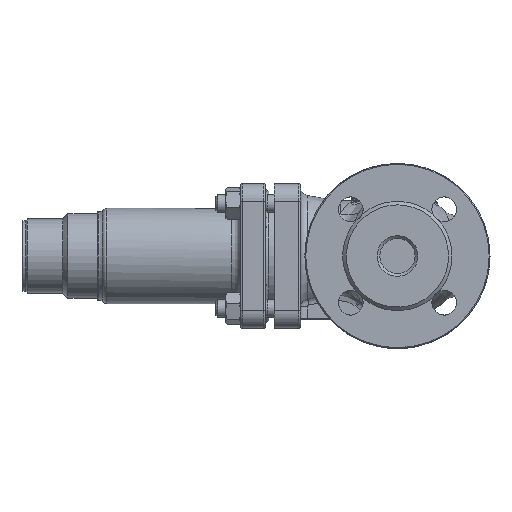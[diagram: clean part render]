
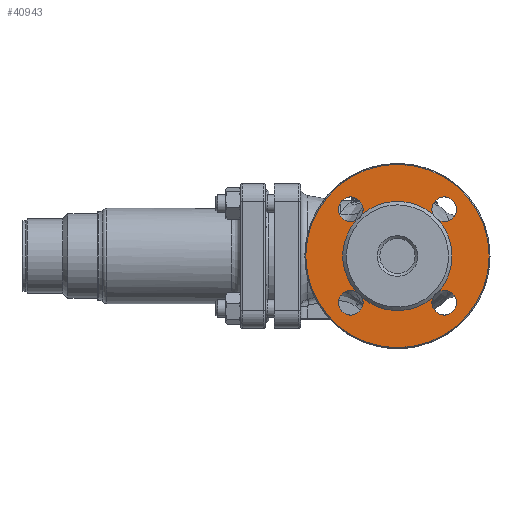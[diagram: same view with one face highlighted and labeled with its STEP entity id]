
A CAD part, left-side view. The second image highlights one B-rep face of the part: STEP entity #40943.
In plain terms, the highlighted planar face has unit normal (-1, 0, 0).
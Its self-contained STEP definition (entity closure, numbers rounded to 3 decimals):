
#355 = DIRECTION ( 'NONE',  ( 0., -1., 0. ) ) ;
#491 = ORIENTED_EDGE ( 'NONE', *, *, #31234, .F. ) ;
#563 = CARTESIAN_POINT ( 'NONE',  ( -73., 0., 0. ) ) ;
#994 = CARTESIAN_POINT ( 'NONE',  ( -73., -23.526, 20.188 ) ) ;
#1102 = CARTESIAN_POINT ( 'NONE',  ( -73., -20.188, -23.526 ) ) ;
#1471 = AXIS2_PLACEMENT_3D ( 'NONE', #19758, #40335, #21452 ) ;
#1727 = CIRCLE ( 'NONE', #16111, 31. ) ;
#2206 = DIRECTION ( 'NONE',  ( 0., -1., 0. ) ) ;
#2983 = DIRECTION ( 'NONE',  ( 0., 0., -1. ) ) ;
#3584 = CIRCLE ( 'NONE', #28301, 7. ) ;
#3840 = CARTESIAN_POINT ( 'NONE',  ( -73., 20.188, -23.526 ) ) ;
#4030 = CARTESIAN_POINT ( 'NONE',  ( -73., -23.526, -20.188 ) ) ;
#4507 = VERTEX_POINT ( 'NONE', #20852 ) ;
#4578 = ORIENTED_EDGE ( 'NONE', *, *, #22806, .F. ) ;
#5148 = CARTESIAN_POINT ( 'NONE',  ( -73., -52., 0. ) ) ;
#5274 = CIRCLE ( 'NONE', #19008, 31. ) ;
#6162 = ORIENTED_EDGE ( 'NONE', *, *, #10547, .T. ) ;
#6700 = VERTEX_POINT ( 'NONE', #18302 ) ;
#7465 = VERTEX_POINT ( 'NONE', #994 ) ;
#7470 = CARTESIAN_POINT ( 'NONE',  ( -73., -26.517, -26.517 ) ) ;
#7720 = ORIENTED_EDGE ( 'NONE', *, *, #24995, .F. ) ;
#9755 = DIRECTION ( 'NONE',  ( 0., -1., 0. ) ) ;
#10180 = PLANE ( 'NONE',  #23611 ) ;
#10475 = EDGE_LOOP ( 'NONE', ( #6162 ) ) ;
#10547 = EDGE_CURVE ( 'NONE', #11980, #11980, #12619, .T. ) ;
#10904 = EDGE_CURVE ( 'NONE', #15199, #4507, #1727, .T. ) ;
#10951 = CARTESIAN_POINT ( 'NONE',  ( -73., 20.188, 23.526 ) ) ;
#11301 = DIRECTION ( 'NONE',  ( -1., 0., 0. ) ) ;
#11428 = DIRECTION ( 'NONE',  ( 0., -1., 0. ) ) ;
#11437 = VERTEX_POINT ( 'NONE', #1102 ) ;
#11980 = VERTEX_POINT ( 'NONE', #5148 ) ;
#12619 = CIRCLE ( 'NONE', #36646, 52. ) ;
#13042 = CARTESIAN_POINT ( 'NONE',  ( -73., 26.517, 26.517 ) ) ;
#13405 = FACE_OUTER_BOUND ( 'NONE', #10475, .T. ) ;
#13706 = DIRECTION ( 'NONE',  ( 0., 0., 1. ) ) ;
#14176 = ORIENTED_EDGE ( 'NONE', *, *, #18560, .F. ) ;
#14443 = CIRCLE ( 'NONE', #1471, 31. ) ;
#15199 = VERTEX_POINT ( 'NONE', #25773 ) ;
#16111 = AXIS2_PLACEMENT_3D ( 'NONE', #16163, #16380, #29675 ) ;
#16163 = CARTESIAN_POINT ( 'NONE',  ( -73., 0., 0. ) ) ;
#16380 = DIRECTION ( 'NONE',  ( -1., 0., 0. ) ) ;
#16983 = VERTEX_POINT ( 'NONE', #4030 ) ;
#17028 = DIRECTION ( 'NONE',  ( -1., 0., 0. ) ) ;
#17403 = EDGE_CURVE ( 'NONE', #6700, #39705, #5274, .T. ) ;
#18302 = CARTESIAN_POINT ( 'NONE',  ( -73., -20.188, 23.526 ) ) ;
#18560 = EDGE_CURVE ( 'NONE', #16983, #7465, #27254, .T. ) ;
#19008 = AXIS2_PLACEMENT_3D ( 'NONE', #31797, #31592, #2206 ) ;
#19758 = CARTESIAN_POINT ( 'NONE',  ( -73., 0., 0. ) ) ;
#20173 = EDGE_LOOP ( 'NONE', ( #4578, #33810, #7720, #14176, #491, #26788, #38976, #40523 ) ) ;
#20852 = CARTESIAN_POINT ( 'NONE',  ( -73., 23.526, -20.188 ) ) ;
#20993 = CARTESIAN_POINT ( 'NONE',  ( -73., -26.517, 26.517 ) ) ;
#21127 = DIRECTION ( 'NONE',  ( -1., 0., 0. ) ) ;
#21452 = DIRECTION ( 'NONE',  ( 0., -1., 0. ) ) ;
#21666 = EDGE_CURVE ( 'NONE', #26029, #11437, #14443, .T. ) ;
#22806 = EDGE_CURVE ( 'NONE', #39705, #15199, #34322, .T. ) ;
#23611 = AXIS2_PLACEMENT_3D ( 'NONE', #40633, #21127, #30160 ) ;
#24918 = CIRCLE ( 'NONE', #33853, 7. ) ;
#24995 = EDGE_CURVE ( 'NONE', #7465, #6700, #24918, .T. ) ;
#25773 = CARTESIAN_POINT ( 'NONE',  ( -73., 23.526, 20.188 ) ) ;
#26029 = VERTEX_POINT ( 'NONE', #3840 ) ;
#26101 = CIRCLE ( 'NONE', #41208, 7. ) ;
#26788 = ORIENTED_EDGE ( 'NONE', *, *, #21666, .F. ) ;
#27254 = CIRCLE ( 'NONE', #40977, 31. ) ;
#27766 = DIRECTION ( 'NONE',  ( -1., 0., 0. ) ) ;
#28301 = AXIS2_PLACEMENT_3D ( 'NONE', #32088, #36376, #9755 ) ;
#29675 = DIRECTION ( 'NONE',  ( 0., -1., 0. ) ) ;
#30046 = DIRECTION ( 'NONE',  ( -1., 0., 0. ) ) ;
#30160 = DIRECTION ( 'NONE',  ( 0., -1., 0. ) ) ;
#30580 = CARTESIAN_POINT ( 'NONE',  ( -73., 0., 0. ) ) ;
#30871 = DIRECTION ( 'NONE',  ( 0., 1., 0. ) ) ;
#31234 = EDGE_CURVE ( 'NONE', #11437, #16983, #26101, .T. ) ;
#31592 = DIRECTION ( 'NONE',  ( -1., 0., 0. ) ) ;
#31797 = CARTESIAN_POINT ( 'NONE',  ( -73., 0., 0. ) ) ;
#32088 = CARTESIAN_POINT ( 'NONE',  ( -73., 26.517, -26.517 ) ) ;
#33810 = ORIENTED_EDGE ( 'NONE', *, *, #17403, .F. ) ;
#33853 = AXIS2_PLACEMENT_3D ( 'NONE', #20993, #11301, #30871 ) ;
#34322 = CIRCLE ( 'NONE', #37763, 7. ) ;
#36376 = DIRECTION ( 'NONE',  ( -1., 0., 0. ) ) ;
#36646 = AXIS2_PLACEMENT_3D ( 'NONE', #30580, #27766, #11428 ) ;
#37763 = AXIS2_PLACEMENT_3D ( 'NONE', #13042, #41813, #2983 ) ;
#38780 = EDGE_CURVE ( 'NONE', #4507, #26029, #3584, .T. ) ;
#38976 = ORIENTED_EDGE ( 'NONE', *, *, #38780, .F. ) ;
#39586 = FACE_BOUND ( 'NONE', #20173, .T. ) ;
#39705 = VERTEX_POINT ( 'NONE', #10951 ) ;
#40335 = DIRECTION ( 'NONE',  ( -1., 0., 0. ) ) ;
#40523 = ORIENTED_EDGE ( 'NONE', *, *, #10904, .F. ) ;
#40633 = CARTESIAN_POINT ( 'NONE',  ( -73., 0., 0. ) ) ;
#40943 = ADVANCED_FACE ( 'NONE', ( #13405, #39586 ), #10180, .T. ) ;
#40977 = AXIS2_PLACEMENT_3D ( 'NONE', #563, #17028, #355 ) ;
#41208 = AXIS2_PLACEMENT_3D ( 'NONE', #7470, #30046, #13706 ) ;
#41813 = DIRECTION ( 'NONE',  ( -1., 0., 0. ) ) ;
